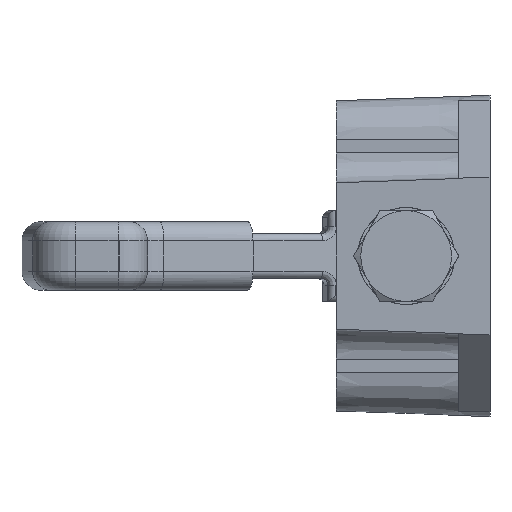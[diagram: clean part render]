
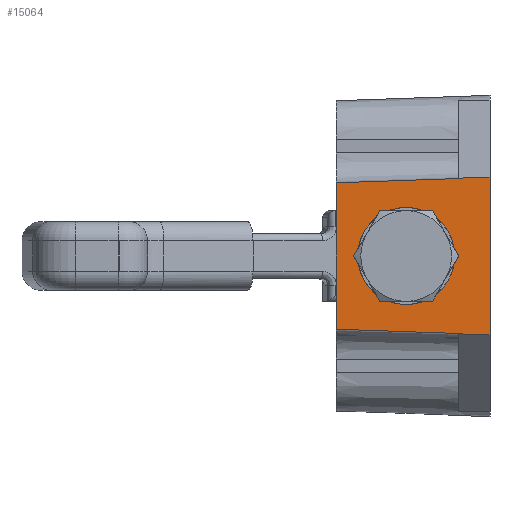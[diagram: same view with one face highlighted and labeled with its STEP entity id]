
A CAD part, left-side view. The second image highlights one B-rep face of the part: STEP entity #15064.
In plain terms, the highlighted planar face has unit normal (-0.999, 0.035, 0).
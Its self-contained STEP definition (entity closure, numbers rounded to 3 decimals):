
#928 = EDGE_CURVE ( 'NONE', #11487, #6240, #2987, .T. ) ;
#945 = CARTESIAN_POINT ( 'NONE',  ( -24.581, 12., -6.95 ) ) ;
#1146 = DIRECTION ( 'NONE',  ( 0., 0., 1. ) ) ;
#1524 = LINE ( 'NONE', #3524, #15635 ) ;
#1543 = VERTEX_POINT ( 'NONE', #12927 ) ;
#2283 = EDGE_LOOP ( 'NONE', ( #12611, #5337 ) ) ;
#2353 = DIRECTION ( 'NONE',  ( -0.035, -0.999, 0.035 ) ) ;
#2684 = CARTESIAN_POINT ( 'NONE',  ( -24.843, 4.5, -11.153 ) ) ;
#2987 = LINE ( 'NONE', #11535, #6297 ) ;
#3019 = VECTOR ( 'NONE', #15481, 1000. ) ;
#3180 = DIRECTION ( 'NONE',  ( 0., 0., -1. ) ) ;
#3221 = DIRECTION ( 'NONE',  ( -0.035, -0.999, -0.035 ) ) ;
#3460 = LINE ( 'NONE', #4278, #3019 ) ;
#3524 = CARTESIAN_POINT ( 'NONE',  ( -24.232, 22., -9. ) ) ;
#3548 = ORIENTED_EDGE ( 'NONE', *, *, #16708, .F. ) ;
#3644 = EDGE_CURVE ( 'NONE', #6240, #15505, #3731, .T. ) ;
#3731 = LINE ( 'NONE', #5338, #7484 ) ;
#4278 = CARTESIAN_POINT ( 'NONE',  ( -24.96, 1.155, 11.225 ) ) ;
#4409 = CARTESIAN_POINT ( 'NONE',  ( -25., 0., -9. ) ) ;
#4463 = CARTESIAN_POINT ( 'NONE',  ( -25.066, -1.9, -6.95 ) ) ;
#4561 = VERTEX_POINT ( 'NONE', #15473 ) ;
#4758 = EDGE_LOOP ( 'NONE', ( #7464, #18158, #11788, #3548, #13536, #10472, #12603, #16238 ) ) ;
#5337 = ORIENTED_EDGE ( 'NONE', *, *, #8450, .F. ) ;
#5338 = CARTESIAN_POINT ( 'NONE',  ( -24.998, 0.048, -11.249 ) ) ;
#5371 = CARTESIAN_POINT ( 'NONE',  ( -25., 0., -11.25 ) ) ;
#5416 = LINE ( 'NONE', #12361, #16213 ) ;
#5601 = FACE_OUTER_BOUND ( 'NONE', #4758, .T. ) ;
#5806 = DIRECTION ( 'NONE',  ( -0.035, -0.999, 0. ) ) ;
#5868 = CARTESIAN_POINT ( 'NONE',  ( -24.581, 12., 6.95 ) ) ;
#5929 = LINE ( 'NONE', #17817, #12966 ) ;
#6240 = VERTEX_POINT ( 'NONE', #2684 ) ;
#6297 = VECTOR ( 'NONE', #3180, 1000. ) ;
#7154 = VECTOR ( 'NONE', #1146, 1000. ) ;
#7464 = ORIENTED_EDGE ( 'NONE', *, *, #12115, .T. ) ;
#7484 = VECTOR ( 'NONE', #18032, 1000. ) ;
#8082 = CARTESIAN_POINT ( 'NONE',  ( -24.096, 25.9, 6.95 ) ) ;
#8367 = LINE ( 'NONE', #13067, #12111 ) ;
#8450 = EDGE_CURVE ( 'NONE', #13509, #9451, #15873, .T. ) ;
#8522 = PLANE ( 'NONE',  #15740 ) ;
#8749 = CARTESIAN_POINT ( 'NONE',  ( -24.843, 4.5, 11.093 ) ) ;
#9023 = VERTEX_POINT ( 'NONE', #12344 ) ;
#9451 = VERTEX_POINT ( 'NONE', #945 ) ;
#9459 = CARTESIAN_POINT ( 'NONE',  ( -24.581, 12., 6.95 ) ) ;
#9959 = VERTEX_POINT ( 'NONE', #17565 ) ;
#10472 = ORIENTED_EDGE ( 'NONE', *, *, #16484, .T. ) ;
#10844 = CARTESIAN_POINT ( 'NONE',  ( -24.843, 4.5, -11.093 ) ) ;
#10883 = CARTESIAN_POINT ( 'NONE',  ( -24.581, 12., -6.95 ) ) ;
#10992 = CARTESIAN_POINT ( 'NONE',  ( -24.843, 4.5, -9. ) ) ;
#11257 = EDGE_CURVE ( 'NONE', #1543, #9959, #3460, .T. ) ;
#11487 = VERTEX_POINT ( 'NONE', #10844 ) ;
#11535 = CARTESIAN_POINT ( 'NONE',  ( -24.843, 4.5, -9. ) ) ;
#11768 = VERTEX_POINT ( 'NONE', #8749 ) ;
#11788 = ORIENTED_EDGE ( 'NONE', *, *, #14924, .F. ) ;
#11917 =( BOUNDED_CURVE ( )  B_SPLINE_CURVE ( 3, ( #12870, #4463, #14292, #5868 ),
 .UNSPECIFIED., .F., .F. ) 
 B_SPLINE_CURVE_WITH_KNOTS ( ( 4, 4 ),
 ( 1.571, 4.712 ),
 .UNSPECIFIED. ) 
 CURVE ( )  GEOMETRIC_REPRESENTATION_ITEM ( )  RATIONAL_B_SPLINE_CURVE ( ( 1., 0.333, 0.333, 1. ) ) 
 REPRESENTATION_ITEM ( '' )  );
#12111 = VECTOR ( 'NONE', #3221, 1000. ) ;
#12115 = EDGE_CURVE ( 'NONE', #15505, #9959, #5416, .T. ) ;
#12344 = CARTESIAN_POINT ( 'NONE',  ( -24.232, 22., -10.482 ) ) ;
#12361 = CARTESIAN_POINT ( 'NONE',  ( -25., 0., -9. ) ) ;
#12603 = ORIENTED_EDGE ( 'NONE', *, *, #928, .T. ) ;
#12611 = ORIENTED_EDGE ( 'NONE', *, *, #16432, .F. ) ;
#12870 = CARTESIAN_POINT ( 'NONE',  ( -24.581, 12., -6.95 ) ) ;
#12927 = CARTESIAN_POINT ( 'NONE',  ( -24.843, 4.5, 11.153 ) ) ;
#12966 = VECTOR ( 'NONE', #2353, 1000. ) ;
#13067 = CARTESIAN_POINT ( 'NONE',  ( -24.997, 0.078, -11.247 ) ) ;
#13370 = DIRECTION ( 'NONE',  ( 0., 0., 1. ) ) ;
#13509 = VERTEX_POINT ( 'NONE', #15792 ) ;
#13536 = ORIENTED_EDGE ( 'NONE', *, *, #16594, .F. ) ;
#13783 = DIRECTION ( 'NONE',  ( 0., 0., 1. ) ) ;
#14241 = DIRECTION ( 'NONE',  ( -0.999, 0.035, 0. ) ) ;
#14292 = CARTESIAN_POINT ( 'NONE',  ( -25.066, -1.9, 6.95 ) ) ;
#14924 = EDGE_CURVE ( 'NONE', #11768, #1543, #17970, .T. ) ;
#15064 = ADVANCED_FACE ( 'NONE', ( #16849, #5601 ), #8522, .T. ) ;
#15473 = CARTESIAN_POINT ( 'NONE',  ( -24.232, 22., 10.482 ) ) ;
#15481 = DIRECTION ( 'NONE',  ( -0.035, -0.999, 0.022 ) ) ;
#15505 = VERTEX_POINT ( 'NONE', #5371 ) ;
#15635 = VECTOR ( 'NONE', #13370, 1000. ) ;
#15740 = AXIS2_PLACEMENT_3D ( 'NONE', #4409, #14241, #5806 ) ;
#15792 = CARTESIAN_POINT ( 'NONE',  ( -24.581, 12., 6.95 ) ) ;
#15873 =( BOUNDED_CURVE ( )  B_SPLINE_CURVE ( 3, ( #9459, #8082, #16500, #10883 ),
 .UNSPECIFIED., .F., .F. ) 
 B_SPLINE_CURVE_WITH_KNOTS ( ( 4, 4 ),
 ( 4.712, 7.854 ),
 .UNSPECIFIED. ) 
 CURVE ( )  GEOMETRIC_REPRESENTATION_ITEM ( )  RATIONAL_B_SPLINE_CURVE ( ( 1., 0.333, 0.333, 1. ) ) 
 REPRESENTATION_ITEM ( '' )  );
#16213 = VECTOR ( 'NONE', #13783, 1000. ) ;
#16238 = ORIENTED_EDGE ( 'NONE', *, *, #3644, .T. ) ;
#16432 = EDGE_CURVE ( 'NONE', #9451, #13509, #11917, .T. ) ;
#16484 = EDGE_CURVE ( 'NONE', #9023, #11487, #8367, .T. ) ;
#16500 = CARTESIAN_POINT ( 'NONE',  ( -24.096, 25.9, -6.95 ) ) ;
#16594 = EDGE_CURVE ( 'NONE', #9023, #4561, #1524, .T. ) ;
#16708 = EDGE_CURVE ( 'NONE', #4561, #11768, #5929, .T. ) ;
#16849 = FACE_BOUND ( 'NONE', #2283, .T. ) ;
#17565 = CARTESIAN_POINT ( 'NONE',  ( -25., 0., 11.25 ) ) ;
#17817 = CARTESIAN_POINT ( 'NONE',  ( -24.915, 2.44, 11.165 ) ) ;
#17970 = LINE ( 'NONE', #10992, #7154 ) ;
#18032 = DIRECTION ( 'NONE',  ( -0.035, -0.999, -0.022 ) ) ;
#18158 = ORIENTED_EDGE ( 'NONE', *, *, #11257, .F. ) ;
